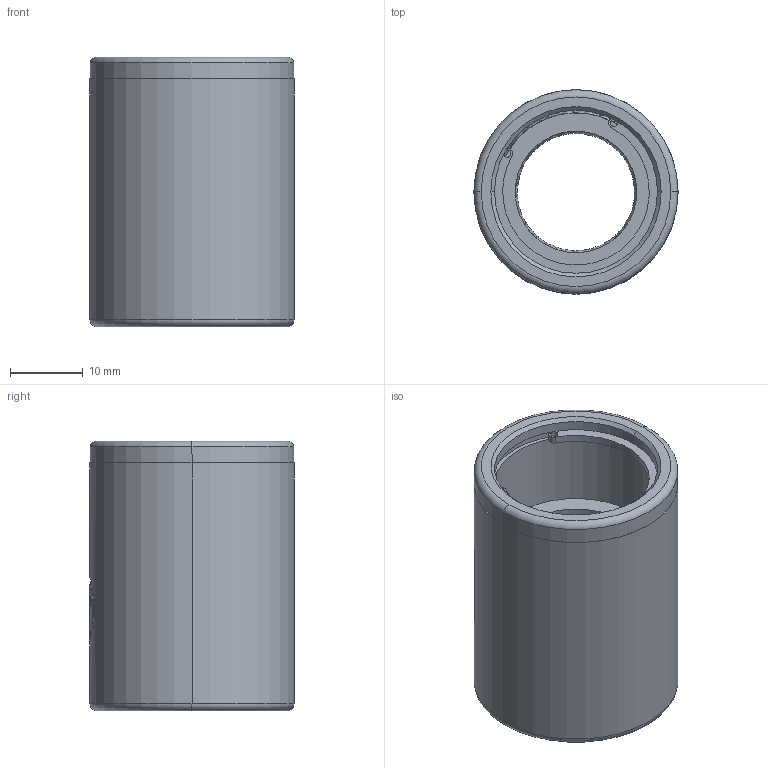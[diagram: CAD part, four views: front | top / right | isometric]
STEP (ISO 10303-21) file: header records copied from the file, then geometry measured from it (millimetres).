
FILE_DESCRIPTION (( 'STEP AP214' ), '1' );
FILE_NAME ('GBB-d16.STEP', '2021-08-07T01:19:26', ( 'User' ), ( 'china' ), 'SwSTEP 2.0', 'SolidWorks 2016', '' );
FILE_SCHEMA (( 'AUTOMOTIVE_DESIGN' ));
Length unit declared in the file: millimetre
Products named in the file (6): BSH紩杶-d16; BALL-D4; BSH紩杶-d16--; GBB囀縐D16; GBB-D28-L37; GBB-d16
Assembly tree (83 placements, depth 3):
  GBB-d16
    GBB-D28-L37
    GBB囀縐D16  x2
    BSH紩杶-d16
      BSH紩杶-d16--
      BALL-D4  x78
Bounding box: 28 x 28 x 37 mm (x, y, z)
Volume: 11266.8 mm3; surface area: 13600.3 mm2
Topology: 82 solids, 82 shells, 397 faces, 1642 edges, 1092 vertices
Faces by surface type: sphere 312, cylinder 56, plane 21, cone 4, torus 4
Entity records: 14121 total; most frequent: CARTESIAN_POINT 7434, ORIENTED_EDGE 1338, DIRECTION 1175, EDGE_CURVE 669, AXIS2_PLACEMENT_3D 551, VERTEX_POINT 444, EDGE_LOOP 387, B_SPLINE_CURVE_WITH_KNOTS 356
